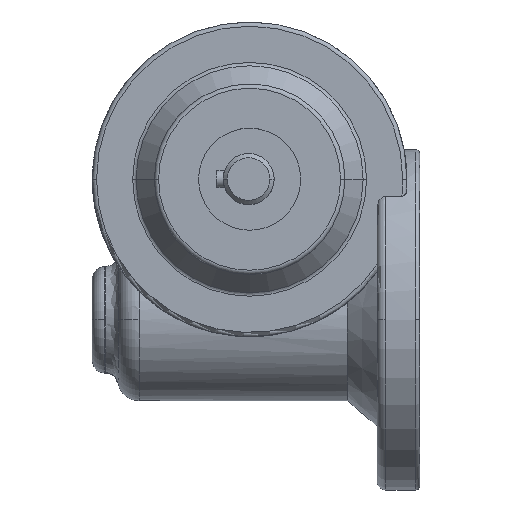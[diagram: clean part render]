
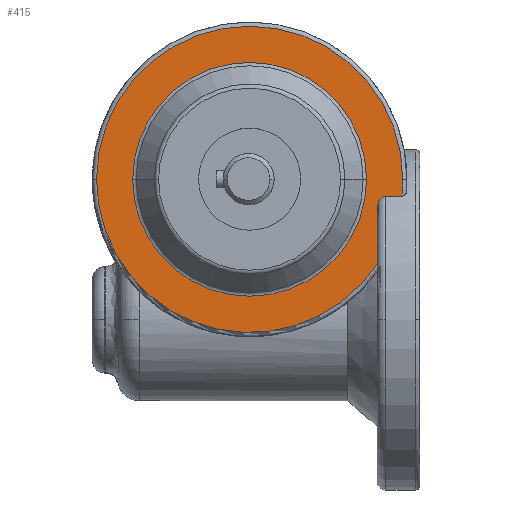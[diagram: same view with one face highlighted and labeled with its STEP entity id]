
A CAD part, top view. The second image highlights one B-rep face of the part: STEP entity #415.
In plain terms, the highlighted planar face has unit normal (0, 0, 1).
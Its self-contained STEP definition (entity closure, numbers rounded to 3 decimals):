
#415=ADVANCED_FACE('',(#936,#937),#938,.T.);
#936=FACE_OUTER_BOUND('',#1568,.T.);
#937=FACE_BOUND('',#1569,.T.);
#938=PLANE('',#1570);
#1568=EDGE_LOOP('',(#2940,#2941,#2942,#2943,#2944,#2945));
#1569=EDGE_LOOP('',(#2946,#2947));
#1570=AXIS2_PLACEMENT_3D('',#2948,#2949,#2950);
#2940=ORIENTED_EDGE('',*,*,#4385,.F.);
#2941=ORIENTED_EDGE('',*,*,#4293,.F.);
#2942=ORIENTED_EDGE('',*,*,#4242,.F.);
#2943=ORIENTED_EDGE('',*,*,#4386,.F.);
#2944=ORIENTED_EDGE('',*,*,#4314,.F.);
#2945=ORIENTED_EDGE('',*,*,#4387,.F.);
#2946=ORIENTED_EDGE('',*,*,#4388,.F.);
#2947=ORIENTED_EDGE('',*,*,#4281,.F.);
#2948=CARTESIAN_POINT('',(37.0,0.,10.806));
#2949=DIRECTION('',(0.0,0.0,1.0));
#2950=DIRECTION('',(1.0,0.0,0.0));
#4242=EDGE_CURVE('',#5175,#5177,#5178,.F.);
#4281=EDGE_CURVE('',#5236,#5231,#5238,.T.);
#4293=EDGE_CURVE('',#5177,#5256,#5257,.T.);
#4314=EDGE_CURVE('',#5287,#5289,#5290,.T.);
#4385=EDGE_CURVE('',#5256,#5393,#5394,.T.);
#4386=EDGE_CURVE('',#5289,#5175,#5395,.T.);
#4387=EDGE_CURVE('',#5393,#5287,#5396,.T.);
#4388=EDGE_CURVE('',#5231,#5236,#5397,.T.);
#5175=VERTEX_POINT('',#6719);
#5177=VERTEX_POINT('',#6721);
#5178=B_SPLINE_CURVE_WITH_KNOTS('',3,(#6722,#6723,#6724,#6725,#6726,#6727,#6728,#6729,#6730,#6731,#6732,#6733,#6734,#6735,#6736,#6737,#6738,#6739),.UNSPECIFIED.,.F.,.F.,(4,2,2,2,2,2,2,2,4),(11.051,11.643,12.235,12.72,13.205,13.598,13.991,14.322,14.654),.UNSPECIFIED.);
#5231=VERTEX_POINT('',#6843);
#5236=VERTEX_POINT('',#6848);
#5238=CIRCLE('',#6850,27.493);
#5256=VERTEX_POINT('',#6941);
#5257=LINE('',#6942,#6943);
#5287=VERTEX_POINT('',#7018);
#5289=VERTEX_POINT('',#7020);
#5290=CIRCLE('',#7021,36.0);
#5393=VERTEX_POINT('',#7236);
#5394=CIRCLE('',#7237,36.0);
#5395=LINE('',#7238,#7239);
#5396=CIRCLE('',#7240,36.0);
#5397=CIRCLE('',#7241,27.493);
#6719=CARTESIAN_POINT('',(32.0,-3.953,10.806));
#6721=CARTESIAN_POINT('',(30.0,-6.775,10.806));
#6722=CARTESIAN_POINT('',(30.0,-6.775,10.806));
#6723=CARTESIAN_POINT('',(30.0,-6.578,10.806));
#6724=CARTESIAN_POINT('',(30.015,-6.362,10.806));
#6725=CARTESIAN_POINT('',(30.081,-5.935,10.806));
#6726=CARTESIAN_POINT('',(30.133,-5.725,10.806));
#6727=CARTESIAN_POINT('',(30.248,-5.385,10.806));
#6728=CARTESIAN_POINT('',(30.316,-5.221,10.806));
#6729=CARTESIAN_POINT('',(30.483,-4.91,10.806));
#6730=CARTESIAN_POINT('',(30.581,-4.762,10.806));
#6731=CARTESIAN_POINT('',(30.767,-4.536,10.806));
#6732=CARTESIAN_POINT('',(30.867,-4.433,10.806));
#6733=CARTESIAN_POINT('',(31.086,-4.251,10.806));
#6734=CARTESIAN_POINT('',(31.207,-4.173,10.806));
#6735=CARTESIAN_POINT('',(31.423,-4.066,10.806));
#6736=CARTESIAN_POINT('',(31.536,-4.023,10.806));
#6737=CARTESIAN_POINT('',(31.769,-3.966,10.806));
#6738=CARTESIAN_POINT('',(31.89,-3.953,10.806));
#6739=CARTESIAN_POINT('',(32.0,-3.953,10.806));
#6843=CARTESIAN_POINT('',(27.493,0.,10.806));
#6848=CARTESIAN_POINT('',(-27.493,0.,10.806));
#6850=AXIS2_PLACEMENT_3D('',#8253,#8254,#8255);
#6941=CARTESIAN_POINT('',(30.0,-19.9,10.806));
#6942=CARTESIAN_POINT('',(30.0,-0.25,10.806));
#6943=VECTOR('',#8266,1.0);
#7018=CARTESIAN_POINT('',(36.0,0.,10.806));
#7020=CARTESIAN_POINT('',(35.782,-3.953,10.806));
#7021=AXIS2_PLACEMENT_3D('',#8297,#8298,#8299);
#7236=CARTESIAN_POINT('',(-36.0,0.,10.806));
#7237=AXIS2_PLACEMENT_3D('',#8385,#8386,#8387);
#7238=CARTESIAN_POINT('',(33.5,-3.953,10.806));
#7239=VECTOR('',#8388,1.0);
#7240=AXIS2_PLACEMENT_3D('',#8389,#8390,#8391);
#7241=AXIS2_PLACEMENT_3D('',#8392,#8393,#8394);
#8253=CARTESIAN_POINT('',(0.0,0.,10.806));
#8254=DIRECTION('',(0.0,0.0,1.0));
#8255=DIRECTION('',(-1.0,0.,0.0));
#8266=DIRECTION('',(0.0,-1.0,0.0));
#8297=CARTESIAN_POINT('',(0.0,0.,10.806));
#8298=DIRECTION('',(0.0,0.0,-1.0));
#8299=DIRECTION('',(-0.934,0.358,0.0));
#8385=CARTESIAN_POINT('',(0.0,0.,10.806));
#8386=DIRECTION('',(0.0,0.0,-1.0));
#8387=DIRECTION('',(-0.934,0.358,0.0));
#8388=DIRECTION('',(-1.0,0.0,0.0));
#8389=CARTESIAN_POINT('',(0.0,0.,10.806));
#8390=DIRECTION('',(0.0,0.0,-1.0));
#8391=DIRECTION('',(-0.934,0.358,0.0));
#8392=CARTESIAN_POINT('',(0.0,0.,10.806));
#8393=DIRECTION('',(0.0,0.0,1.0));
#8394=DIRECTION('',(-1.0,0.,0.0));
